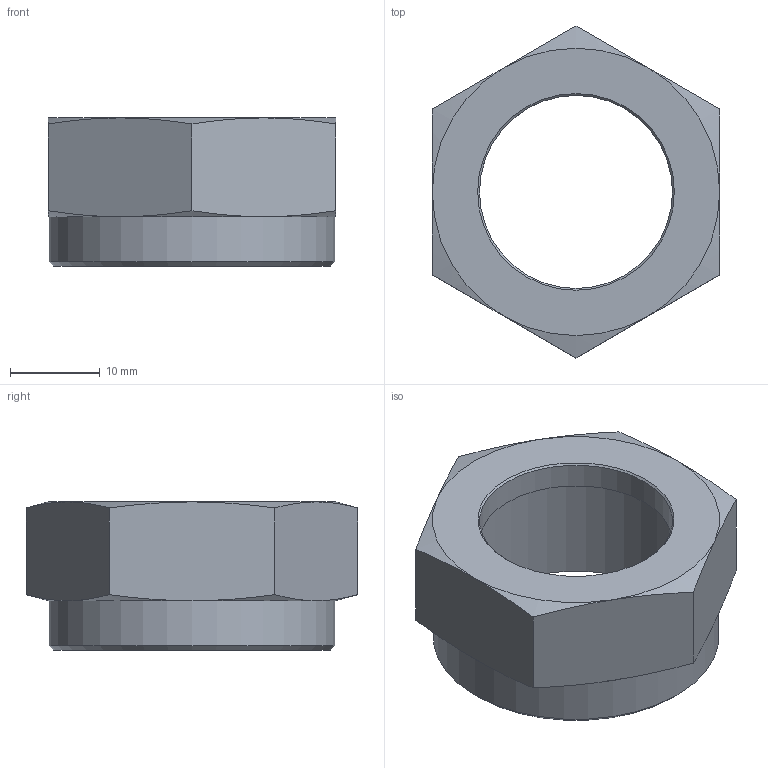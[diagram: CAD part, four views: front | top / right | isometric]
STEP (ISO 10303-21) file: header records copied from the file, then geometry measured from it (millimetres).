
FILE_DESCRIPTION((''),'2;1');
FILE_NAME('396901827.stp','2014-09-09T16:21:44',(''),('KNOMI spol. s r. o.'),'Autodesk Inventor 2012','Autodesk Inventor 2012','');
FILE_SCHEMA(('AUTOMOTIVE_DESIGN { 1 2 10303 214 0 1 1 1 }'));
Length unit declared in the file: millimetre
Products named in the file (1): MP  M27x1.5 90
Bounding box: 32 x 36.95 x 16.5 mm (x, y, z)
Volume: 6141.9 mm3; surface area: 3984.3 mm2
Topology: 1 solids, 1 shells, 28 faces, 59 edges, 35 vertices
Faces by surface type: cone 15, plane 10, cylinder 3
Full cylindrical faces by diameter (mm): 21.5 x1, 25.376 x1, 31.8 x1
Entity records: 698 total; most frequent: CARTESIAN_POINT 161, DIRECTION 106, ORIENTED_EDGE 102, EDGE_CURVE 51, AXIS2_PLACEMENT_3D 50, EDGE_LOOP 38, VERTEX_POINT 33, FACE_OUTER_BOUND 28
